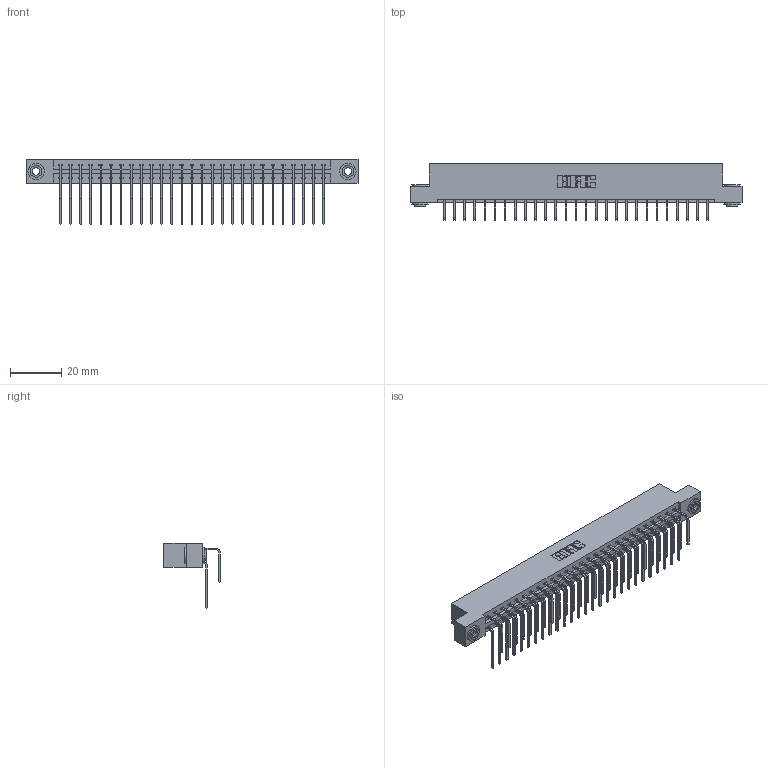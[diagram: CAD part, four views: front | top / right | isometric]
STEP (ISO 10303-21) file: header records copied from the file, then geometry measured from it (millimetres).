
FILE_DESCRIPTION (( 'STEP AP203' ), '1' );
FILE_NAME ('387-054-558-203.STEP', '2019-10-19T05:42:19', ( '' ), ( '' ), 'SwSTEP 2.0', 'SolidWorks 2016', '' );
FILE_SCHEMA (( 'CONFIG_CONTROL_DESIGN' ));
Length unit declared in the file: inch
Products named in the file (5): 345-292-001_558 Tail - 2; 345-250-002_345-250-002-102; 337 Part_Flush Mounting Lugs - 0.156 Dia-TH; 345-292-001_558 559 Tail - 1; 387-054-558-203
Assembly tree (57 placements, depth 2):
  387-054-558-203
    337 Part_Flush Mounting Lugs - 0.156 Dia-TH
    345-292-001_558 559 Tail - 1  x27
    345-292-001_558 Tail - 2  x27
    345-250-002_345-250-002-102  x2
Bounding box: 130 x 22.17 x 25.53 mm (x, y, z)
Volume: 13831.4 mm3; surface area: 17279.3 mm2
Topology: 57 solids, 57 shells, 3176 faces, 9405 edges, 6194 vertices
Faces by surface type: plane 2240, cylinder 928, cone 8
Entity records: 25308 total; most frequent: CARTESIAN_POINT 4296, ORIENTED_EDGE 4174, DIRECTION 3697, EDGE_CURVE 2087, LINE 1895, VECTOR 1895, VERTEX_POINT 1386, AXIS2_PLACEMENT_3D 901
